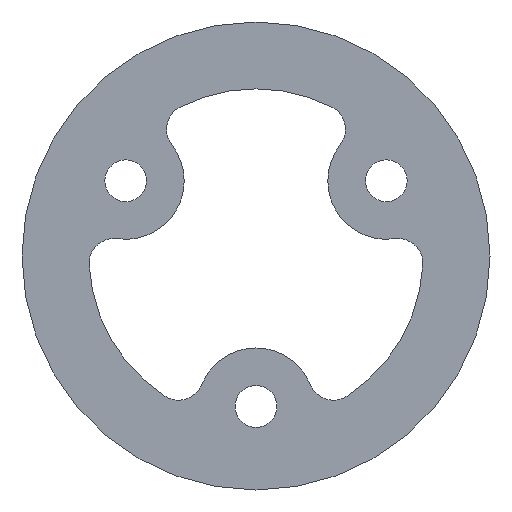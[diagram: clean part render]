
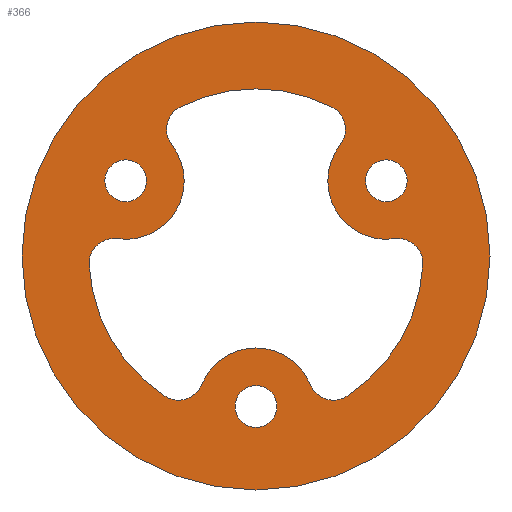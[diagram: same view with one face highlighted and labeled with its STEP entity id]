
A CAD part, left-side view. The second image highlights one B-rep face of the part: STEP entity #366.
In plain terms, the highlighted planar face has unit normal (-1, 0, 0).
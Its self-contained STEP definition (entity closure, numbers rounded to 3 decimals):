
#20=FACE_BOUND('',#71,.T.);
#21=FACE_BOUND('',#72,.T.);
#22=FACE_BOUND('',#73,.T.);
#23=FACE_BOUND('',#74,.T.);
#26=PLANE('',#434);
#45=FACE_OUTER_BOUND('',#70,.T.);
#70=EDGE_LOOP('',(#311));
#71=EDGE_LOOP('',(#312));
#72=EDGE_LOOP('',(#313));
#73=EDGE_LOOP('',(#314));
#74=EDGE_LOOP('',(#315,#316,#317,#318,#319,#320,#321,#322,#323,#324,#325,
#326));
#110=CIRCLE('',#383,1.25);
#112=CIRCLE('',#386,1.25);
#114=CIRCLE('',#389,1.25);
#129=CIRCLE('',#406,1.5);
#130=CIRCLE('',#408,10.);
#131=CIRCLE('',#410,1.5);
#132=CIRCLE('',#412,3.5);
#133=CIRCLE('',#414,1.5);
#134=CIRCLE('',#416,10.);
#135=CIRCLE('',#418,1.5);
#136=CIRCLE('',#420,3.5);
#137=CIRCLE('',#422,1.5);
#138=CIRCLE('',#424,3.5);
#139=CIRCLE('',#426,1.5);
#140=CIRCLE('',#428,10.);
#143=CIRCLE('',#433,14.);
#144=VERTEX_POINT('',#565);
#146=VERTEX_POINT('',#571);
#148=VERTEX_POINT('',#577);
#163=VERTEX_POINT('',#610);
#164=VERTEX_POINT('',#612);
#165=VERTEX_POINT('',#616);
#166=VERTEX_POINT('',#620);
#167=VERTEX_POINT('',#624);
#168=VERTEX_POINT('',#628);
#169=VERTEX_POINT('',#632);
#170=VERTEX_POINT('',#636);
#171=VERTEX_POINT('',#638);
#172=VERTEX_POINT('',#644);
#173=VERTEX_POINT('',#646);
#174=VERTEX_POINT('',#650);
#177=VERTEX_POINT('',#663);
#178=EDGE_CURVE('',#144,#144,#110,.T.);
#181=EDGE_CURVE('',#146,#146,#112,.T.);
#184=EDGE_CURVE('',#148,#148,#114,.T.);
#201=EDGE_CURVE('',#163,#164,#129,.T.);
#204=EDGE_CURVE('',#165,#163,#130,.T.);
#206=EDGE_CURVE('',#166,#165,#131,.T.);
#208=EDGE_CURVE('',#166,#167,#132,.T.);
#210=EDGE_CURVE('',#168,#167,#133,.T.);
#212=EDGE_CURVE('',#169,#168,#134,.T.);
#214=EDGE_CURVE('',#170,#171,#135,.T.);
#216=EDGE_CURVE('',#170,#164,#136,.T.);
#218=EDGE_CURVE('',#172,#173,#137,.T.);
#220=EDGE_CURVE('',#174,#173,#138,.T.);
#222=EDGE_CURVE('',#174,#169,#139,.T.);
#223=EDGE_CURVE('',#171,#172,#140,.T.);
#226=EDGE_CURVE('',#177,#177,#143,.T.);
#311=ORIENTED_EDGE('',*,*,#226,.T.);
#312=ORIENTED_EDGE('',*,*,#178,.T.);
#313=ORIENTED_EDGE('',*,*,#181,.T.);
#314=ORIENTED_EDGE('',*,*,#184,.T.);
#315=ORIENTED_EDGE('',*,*,#220,.T.);
#316=ORIENTED_EDGE('',*,*,#218,.F.);
#317=ORIENTED_EDGE('',*,*,#223,.F.);
#318=ORIENTED_EDGE('',*,*,#214,.F.);
#319=ORIENTED_EDGE('',*,*,#216,.T.);
#320=ORIENTED_EDGE('',*,*,#201,.F.);
#321=ORIENTED_EDGE('',*,*,#204,.F.);
#322=ORIENTED_EDGE('',*,*,#206,.F.);
#323=ORIENTED_EDGE('',*,*,#208,.T.);
#324=ORIENTED_EDGE('',*,*,#210,.F.);
#325=ORIENTED_EDGE('',*,*,#212,.F.);
#326=ORIENTED_EDGE('',*,*,#222,.F.);
#366=ADVANCED_FACE('',(#45,#20,#21,#22,#23),#26,.T.);
#383=AXIS2_PLACEMENT_3D('',#566,#440,#441);
#386=AXIS2_PLACEMENT_3D('',#572,#447,#448);
#389=AXIS2_PLACEMENT_3D('',#578,#454,#455);
#406=AXIS2_PLACEMENT_3D('',#613,#490,#491);
#408=AXIS2_PLACEMENT_3D('',#618,#496,#497);
#410=AXIS2_PLACEMENT_3D('',#622,#501,#502);
#412=AXIS2_PLACEMENT_3D('',#626,#506,#507);
#414=AXIS2_PLACEMENT_3D('',#630,#511,#512);
#416=AXIS2_PLACEMENT_3D('',#634,#516,#517);
#418=AXIS2_PLACEMENT_3D('',#639,#521,#522);
#420=AXIS2_PLACEMENT_3D('',#642,#526,#527);
#422=AXIS2_PLACEMENT_3D('',#647,#531,#532);
#424=AXIS2_PLACEMENT_3D('',#651,#536,#537);
#426=AXIS2_PLACEMENT_3D('',#654,#541,#542);
#428=AXIS2_PLACEMENT_3D('',#656,#545,#546);
#433=AXIS2_PLACEMENT_3D('',#664,#555,#556);
#434=AXIS2_PLACEMENT_3D('',#666,#558,#559);
#440=DIRECTION('center_axis',(1.,0.,0.));
#441=DIRECTION('ref_axis',(0.,1.,0.));
#447=DIRECTION('center_axis',(1.,0.,0.));
#448=DIRECTION('ref_axis',(0.,1.,0.));
#454=DIRECTION('center_axis',(1.,0.,0.));
#455=DIRECTION('ref_axis',(0.,1.,0.));
#490=DIRECTION('center_axis',(-1.,0.,0.));
#491=DIRECTION('ref_axis',(0.,0.976,0.217));
#496=DIRECTION('center_axis',(-1.,0.,0.));
#497=DIRECTION('ref_axis',(0.,0.,1.));
#501=DIRECTION('center_axis',(-1.,0.,0.));
#502=DIRECTION('ref_axis',(0.,-0.976,0.217));
#506=DIRECTION('center_axis',(-1.,0.,0.));
#507=DIRECTION('ref_axis',(0.,-1.,0.));
#511=DIRECTION('center_axis',(-1.,0.,0.));
#512=DIRECTION('ref_axis',(0.,-0.676,0.737));
#516=DIRECTION('center_axis',(-1.,0.,0.));
#517=DIRECTION('ref_axis',(0.,0.,1.));
#521=DIRECTION('center_axis',(-1.,0.,0.));
#522=DIRECTION('ref_axis',(0.,0.676,0.737));
#526=DIRECTION('center_axis',(-1.,0.,0.));
#527=DIRECTION('ref_axis',(0.,-1.,0.));
#531=DIRECTION('center_axis',(-1.,0.,0.));
#532=DIRECTION('ref_axis',(0.,-0.3,-0.954));
#536=DIRECTION('center_axis',(-1.,0.,0.));
#537=DIRECTION('ref_axis',(0.,-1.,0.));
#541=DIRECTION('center_axis',(-1.,0.,0.));
#542=DIRECTION('ref_axis',(0.,0.3,-0.954));
#545=DIRECTION('center_axis',(-1.,0.,0.));
#546=DIRECTION('ref_axis',(0.,0.,1.));
#555=DIRECTION('center_axis',(-1.,0.,0.));
#556=DIRECTION('ref_axis',(0.,0.,1.));
#558=DIRECTION('center_axis',(-1.,0.,0.));
#559=DIRECTION('ref_axis',(0.,0.,1.));
#565=CARTESIAN_POINT('',(-61.15,212.94,-197.011));
#566=CARTESIAN_POINT('Origin',(-61.15,214.19,-197.011));
#571=CARTESIAN_POINT('',(-61.15,220.734,-183.511));
#572=CARTESIAN_POINT('Origin',(-61.15,221.984,-183.511));
#577=CARTESIAN_POINT('',(-61.15,205.145,-183.511));
#578=CARTESIAN_POINT('Origin',(-61.15,206.395,-183.511));
#610=CARTESIAN_POINT('',(-61.15,218.722,-179.097));
#612=CARTESIAN_POINT('',(-61.15,219.225,-181.357));
#613=CARTESIAN_POINT('Origin',(-61.15,218.042,-180.434));
#616=CARTESIAN_POINT('',(-61.15,209.657,-179.097));
#618=CARTESIAN_POINT('Origin',(-61.15,214.19,-188.011));
#620=CARTESIAN_POINT('',(-61.15,209.154,-181.357));
#622=CARTESIAN_POINT('Origin',(-61.15,210.337,-180.434));
#624=CARTESIAN_POINT('',(-61.15,205.91,-186.977));
#626=CARTESIAN_POINT('Origin',(-61.15,206.395,-183.511));
#628=CARTESIAN_POINT('',(-61.15,204.204,-188.542));
#630=CARTESIAN_POINT('Origin',(-61.15,205.702,-188.462));
#632=CARTESIAN_POINT('',(-61.15,208.736,-196.393));
#634=CARTESIAN_POINT('Origin',(-61.15,214.19,-188.011));
#636=CARTESIAN_POINT('',(-61.15,222.469,-186.977));
#638=CARTESIAN_POINT('',(-61.15,224.175,-188.542));
#639=CARTESIAN_POINT('Origin',(-61.15,222.678,-188.462));
#642=CARTESIAN_POINT('Origin',(-61.15,221.984,-183.511));
#644=CARTESIAN_POINT('',(-61.15,219.643,-196.393));
#646=CARTESIAN_POINT('',(-61.15,217.434,-195.698));
#647=CARTESIAN_POINT('Origin',(-61.15,218.825,-195.136));
#650=CARTESIAN_POINT('',(-61.15,210.945,-195.698));
#651=CARTESIAN_POINT('Origin',(-61.15,214.19,-197.011));
#654=CARTESIAN_POINT('Origin',(-61.15,209.554,-195.136));
#656=CARTESIAN_POINT('Origin',(-61.15,214.19,-188.011));
#663=CARTESIAN_POINT('',(-61.15,228.19,-188.011));
#664=CARTESIAN_POINT('Origin',(-61.15,214.19,-188.011));
#666=CARTESIAN_POINT('Origin',(-61.15,204.19,-188.011));
